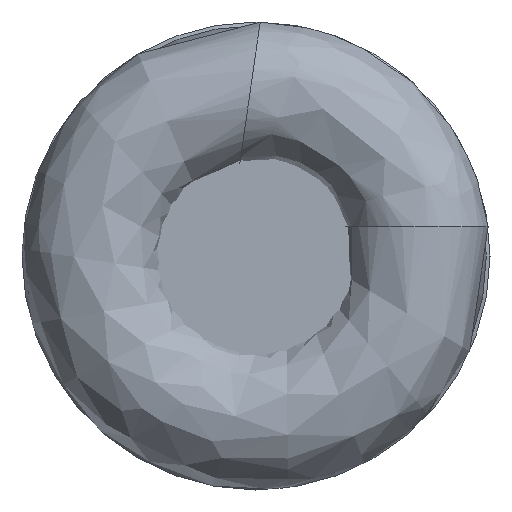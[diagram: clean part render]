
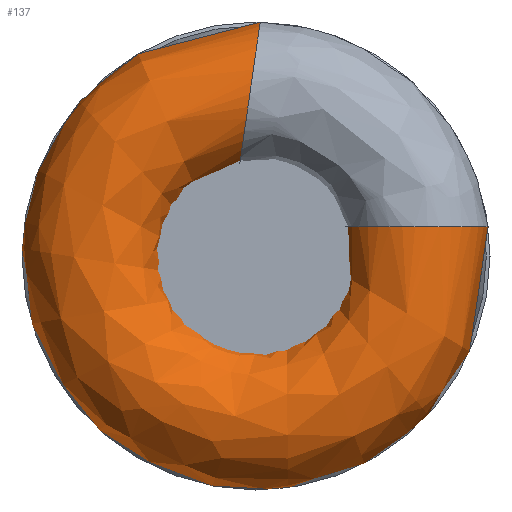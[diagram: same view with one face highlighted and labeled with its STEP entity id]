
A CAD part, left-side view. The second image highlights one B-rep face of the part: STEP entity #137.
In plain terms, the highlighted free-form (B-spline) face has degree [3, 3] with [7, 7] control points.
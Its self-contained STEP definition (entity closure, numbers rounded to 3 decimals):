
#137=ADVANCED_FACE('',(#151,#152),#149,.F.);
#149=(
BOUNDED_SURFACE()
B_SPLINE_SURFACE(3,3,((#317,#318,#319,#320,#321,#322,#323),(#324,#325,#326,
#327,#328,#329,#330),(#331,#332,#333,#334,#335,#336,#337),(#338,#339,#340,
#341,#342,#343,#344),(#345,#346,#347,#348,#349,#350,#351),(#352,#353,#354,
#355,#356,#357,#358),(#359,#360,#361,#362,#363,#364,#365)),
 .UNSPECIFIED.,.T.,.F.,.F.)
B_SPLINE_SURFACE_WITH_KNOTS((1,3,3,3,1),(4,3,4),(-0.5,0.,0.5,1.,1.5),(0.,
0.5,1.),.UNSPECIFIED.)
GEOMETRIC_REPRESENTATION_ITEM()
RATIONAL_B_SPLINE_SURFACE(((1.,0.566,0.566,1.,0.566,
0.566,1.),(0.333,0.189,0.189,
0.333,0.189,0.189,0.333),
(0.333,0.189,0.189,0.333,
0.189,0.189,0.333),(1.,0.566,
0.566,1.,0.566,0.566,1.),(0.333,
0.189,0.189,0.333,0.189,
0.189,0.333),(0.333,0.189,
0.189,0.333,0.189,0.189,
0.333),(1.,0.566,0.566,1.,0.566,
0.566,1.)))
REPRESENTATION_ITEM('')
SURFACE()
);
#151=FACE_BOUND('',#171,.T.);
#152=FACE_BOUND('',#172,.T.);
#171=EDGE_LOOP('',(#193));
#172=EDGE_LOOP('',(#194));
#193=ORIENTED_EDGE('',*,*,#226,.T.);
#194=ORIENTED_EDGE('',*,*,#227,.F.);
#215=VERTEX_POINT('',#314);
#216=VERTEX_POINT('',#316);
#226=EDGE_CURVE('',#215,#215,#237,.T.);
#227=EDGE_CURVE('',#216,#216,#238,.T.);
#237=CIRCLE('',#249,5.);
#238=CIRCLE('',#250,5.);
#249=AXIS2_PLACEMENT_3D('',#313,#271,#272);
#250=AXIS2_PLACEMENT_3D('',#315,#273,#274);
#271=DIRECTION('',(0.,0.99,0.143));
#272=DIRECTION('',(1.,0.,0.));
#273=DIRECTION('',(0.,0.,1.));
#274=DIRECTION('',(1.,0.,0.));
#313=CARTESIAN_POINT('',(5.,0.426,11.048));
#314=CARTESIAN_POINT('',(10.,0.426,11.048));
#315=CARTESIAN_POINT('',(5.,-10.874,2.));
#316=CARTESIAN_POINT('',(10.,-10.874,2.));
#317=CARTESIAN_POINT('',(10.,-10.874,2.));
#318=CARTESIAN_POINT('',(10.,-13.081,-9.997));
#319=CARTESIAN_POINT('',(10.,-2.611,-16.255));
#320=CARTESIAN_POINT('',(10.,6.911,-8.631));
#321=CARTESIAN_POINT('',(10.,16.432,-1.007));
#322=CARTESIAN_POINT('',(10.,12.615,10.579));
#323=CARTESIAN_POINT('',(10.,0.426,11.048));
#324=CARTESIAN_POINT('',(10.,-0.874,2.));
#325=CARTESIAN_POINT('',(10.,-3.081,1.035));
#326=CARTESIAN_POINT('',(10.,-2.948,-1.369));
#327=CARTESIAN_POINT('',(10.,-0.648,-2.084));
#328=CARTESIAN_POINT('',(10.,1.651,-2.8));
#329=CARTESIAN_POINT('',(10.,3.124,-0.895));
#330=CARTESIAN_POINT('',(10.,1.855,1.151));
#331=CARTESIAN_POINT('',(0.,-0.874,2.));
#332=CARTESIAN_POINT('',(0.,-3.081,1.035));
#333=CARTESIAN_POINT('',(0.,-2.948,-1.369));
#334=CARTESIAN_POINT('',(0.,-0.648,-2.084));
#335=CARTESIAN_POINT('',(0.,1.651,-2.8));
#336=CARTESIAN_POINT('',(0.,3.124,-0.895));
#337=CARTESIAN_POINT('',(0.,1.855,1.151));
#338=CARTESIAN_POINT('',(0.,-10.874,2.));
#339=CARTESIAN_POINT('',(0.,-13.081,-9.997));
#340=CARTESIAN_POINT('',(0.,-2.611,-16.255));
#341=CARTESIAN_POINT('',(0.,6.911,-8.631));
#342=CARTESIAN_POINT('',(0.,16.432,-1.007));
#343=CARTESIAN_POINT('',(0.,12.615,10.579));
#344=CARTESIAN_POINT('',(0.,0.426,11.048));
#345=CARTESIAN_POINT('',(0.,-20.874,2.));
#346=CARTESIAN_POINT('',(0.,-23.081,-21.029));
#347=CARTESIAN_POINT('',(0.,-2.274,-31.141));
#348=CARTESIAN_POINT('',(0.,14.47,-15.177));
#349=CARTESIAN_POINT('',(0.,31.214,0.786));
#350=CARTESIAN_POINT('',(0.,22.105,22.052));
#351=CARTESIAN_POINT('',(0.,-1.003,20.946));
#352=CARTESIAN_POINT('',(10.,-20.874,2.));
#353=CARTESIAN_POINT('',(10.,-23.081,-21.029));
#354=CARTESIAN_POINT('',(10.,-2.274,-31.141));
#355=CARTESIAN_POINT('',(10.,14.47,-15.177));
#356=CARTESIAN_POINT('',(10.,31.214,0.786));
#357=CARTESIAN_POINT('',(10.,22.105,22.052));
#358=CARTESIAN_POINT('',(10.,-1.003,20.946));
#359=CARTESIAN_POINT('',(10.,-10.874,2.));
#360=CARTESIAN_POINT('',(10.,-13.081,-9.997));
#361=CARTESIAN_POINT('',(10.,-2.611,-16.255));
#362=CARTESIAN_POINT('',(10.,6.911,-8.631));
#363=CARTESIAN_POINT('',(10.,16.432,-1.007));
#364=CARTESIAN_POINT('',(10.,12.615,10.579));
#365=CARTESIAN_POINT('',(10.,0.426,11.048));
